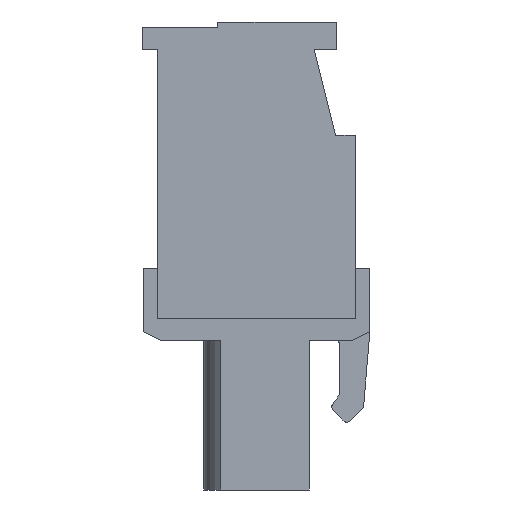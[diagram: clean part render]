
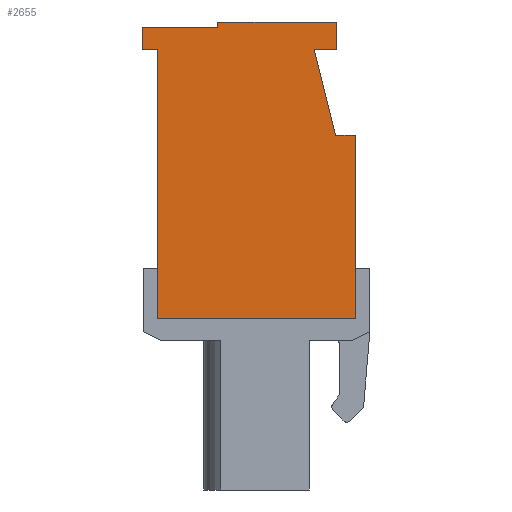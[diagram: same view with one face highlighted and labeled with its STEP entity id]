
A CAD part, left-side view. The second image highlights one B-rep face of the part: STEP entity #2655.
In plain terms, the highlighted planar face has unit normal (-1, 0, 0).
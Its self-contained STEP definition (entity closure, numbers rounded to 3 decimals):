
#2655 = ADVANCED_FACE( '', ( #5443 ), #5444, .T. );
#5443 = FACE_OUTER_BOUND( '', #8365, .T. );
#5444 = PLANE( '', #8366 );
#8365 = EDGE_LOOP( '', ( #15880, #15881, #15882, #15883, #15884, #15885, #15886, #15887, #15888, #15889, #15890, #15891 ) );
#8366 = AXIS2_PLACEMENT_3D( '', #15892, #15893, #15894 );
#15880 = ORIENTED_EDGE( '', *, *, #21059, .T. );
#15881 = ORIENTED_EDGE( '', *, *, #19135, .T. );
#15882 = ORIENTED_EDGE( '', *, *, #20820, .T. );
#15883 = ORIENTED_EDGE( '', *, *, #19156, .T. );
#15884 = ORIENTED_EDGE( '', *, *, #21060, .T. );
#15885 = ORIENTED_EDGE( '', *, *, #20157, .T. );
#15886 = ORIENTED_EDGE( '', *, *, #20511, .T. );
#15887 = ORIENTED_EDGE( '', *, *, #18819, .T. );
#15888 = ORIENTED_EDGE( '', *, *, #20970, .T. );
#15889 = ORIENTED_EDGE( '', *, *, #20376, .T. );
#15890 = ORIENTED_EDGE( '', *, *, #20690, .T. );
#15891 = ORIENTED_EDGE( '', *, *, #19827, .T. );
#15892 = CARTESIAN_POINT( '', ( -20., 0., 0. ) );
#15893 = DIRECTION( '', ( -1., 0., 0. ) );
#15894 = DIRECTION( '', ( 0., 0., 1. ) );
#18819 = EDGE_CURVE( '', #22998, #23054, #23056, .T. );
#19135 = EDGE_CURVE( '', #23571, #23572, #23573, .T. );
#19156 = EDGE_CURVE( '', #23606, #23607, #23608, .T. );
#19827 = EDGE_CURVE( '', #24657, #24658, #24659, .T. );
#20157 = EDGE_CURVE( '', #25130, #25131, #25132, .T. );
#20376 = EDGE_CURVE( '', #25418, #25419, #25420, .T. );
#20511 = EDGE_CURVE( '', #25131, #22998, #25593, .T. );
#20690 = EDGE_CURVE( '', #25419, #24657, #25817, .T. );
#20820 = EDGE_CURVE( '', #23572, #23606, #25979, .T. );
#20970 = EDGE_CURVE( '', #23054, #25418, #26150, .T. );
#21059 = EDGE_CURVE( '', #24658, #23571, #26249, .T. );
#21060 = EDGE_CURVE( '', #23607, #25130, #26250, .T. );
#22998 = VERTEX_POINT( '', #28904 );
#23054 = VERTEX_POINT( '', #28991 );
#23056 = LINE( '', #28994, #28995 );
#23571 = VERTEX_POINT( '', #29748 );
#23572 = VERTEX_POINT( '', #29749 );
#23573 = LINE( '', #29750, #29751 );
#23606 = VERTEX_POINT( '', #29799 );
#23607 = VERTEX_POINT( '', #29800 );
#23608 = LINE( '', #29801, #29802 );
#24657 = VERTEX_POINT( '', #31310 );
#24658 = VERTEX_POINT( '', #31311 );
#24659 = LINE( '', #31312, #31313 );
#25130 = VERTEX_POINT( '', #32041 );
#25131 = VERTEX_POINT( '', #32042 );
#25132 = LINE( '', #32043, #32044 );
#25418 = VERTEX_POINT( '', #32487 );
#25419 = VERTEX_POINT( '', #32488 );
#25420 = LINE( '', #32489, #32490 );
#25593 = LINE( '', #32748, #32749 );
#25817 = LINE( '', #33093, #33094 );
#25979 = LINE( '', #33334, #33335 );
#26150 = LINE( '', #33592, #33593 );
#26249 = LINE( '', #33742, #33743 );
#26250 = LINE( '', #33744, #33745 );
#28904 = CARTESIAN_POINT( '', ( -20., 5.5, -7.475 ) );
#28991 = CARTESIAN_POINT( '', ( -20., -5.5, -7.475 ) );
#28994 = CARTESIAN_POINT( '', ( -20., 5.5, -7.475 ) );
#28995 = VECTOR( '', #35134, 1000. );
#29748 = CARTESIAN_POINT( '', ( -20., -4.45, 9.025 ) );
#29749 = CARTESIAN_POINT( '', ( -20., 2.15, 9.025 ) );
#29750 = CARTESIAN_POINT( '', ( -20., -4.45, 9.025 ) );
#29751 = VECTOR( '', #35430, 1000. );
#29799 = CARTESIAN_POINT( '', ( -20., 2.15, 8.725 ) );
#29800 = CARTESIAN_POINT( '', ( -20., 6.35, 8.725 ) );
#29801 = CARTESIAN_POINT( '', ( -20., 2.15, 8.725 ) );
#29802 = VECTOR( '', #35455, 1000. );
#31310 = CARTESIAN_POINT( '', ( -20., -3.2, 7.525 ) );
#31311 = CARTESIAN_POINT( '', ( -20., -4.45, 7.525 ) );
#31312 = CARTESIAN_POINT( '', ( -20., -3.2, 7.525 ) );
#31313 = VECTOR( '', #36134, 1000. );
#32041 = CARTESIAN_POINT( '', ( -20., 6.35, 7.475 ) );
#32042 = CARTESIAN_POINT( '', ( -20., 5.5, 7.475 ) );
#32043 = CARTESIAN_POINT( '', ( -20., 6.35, 7.475 ) );
#32044 = VECTOR( '', #36410, 1000. );
#32487 = CARTESIAN_POINT( '', ( -20., -5.5, 2.725 ) );
#32488 = CARTESIAN_POINT( '', ( -20., -4.4, 2.725 ) );
#32489 = CARTESIAN_POINT( '', ( -20., -5.5, 2.725 ) );
#32490 = VECTOR( '', #36567, 1000. );
#32748 = CARTESIAN_POINT( '', ( -20., 5.5, 7.475 ) );
#32749 = VECTOR( '', #36665, 1000. );
#33093 = CARTESIAN_POINT( '', ( -20., -4.4, 2.725 ) );
#33094 = VECTOR( '', #36797, 1000. );
#33334 = CARTESIAN_POINT( '', ( -20., 2.15, 9.025 ) );
#33335 = VECTOR( '', #36891, 1000. );
#33592 = CARTESIAN_POINT( '', ( -20., -5.5, -7.475 ) );
#33593 = VECTOR( '', #36987, 1000. );
#33742 = CARTESIAN_POINT( '', ( -20., -4.45, 7.525 ) );
#33743 = VECTOR( '', #37041, 1000. );
#33744 = CARTESIAN_POINT( '', ( -20., 6.35, 8.725 ) );
#33745 = VECTOR( '', #37042, 1000. );
#35134 = DIRECTION( '', ( 0., -1., 0. ) );
#35430 = DIRECTION( '', ( 0., 1., 0. ) );
#35455 = DIRECTION( '', ( 0., 1., 0. ) );
#36134 = DIRECTION( '', ( 0., -1., 0. ) );
#36410 = DIRECTION( '', ( 0., -1., 0. ) );
#36567 = DIRECTION( '', ( 0., 1., 0. ) );
#36665 = DIRECTION( '', ( 0., 0., -1. ) );
#36797 = DIRECTION( '', ( 0., 0.243, 0.97 ) );
#36891 = DIRECTION( '', ( 0., 0., -1. ) );
#36987 = DIRECTION( '', ( 0., 0., 1. ) );
#37041 = DIRECTION( '', ( 0., 0., 1. ) );
#37042 = DIRECTION( '', ( 0., 0., -1. ) );
